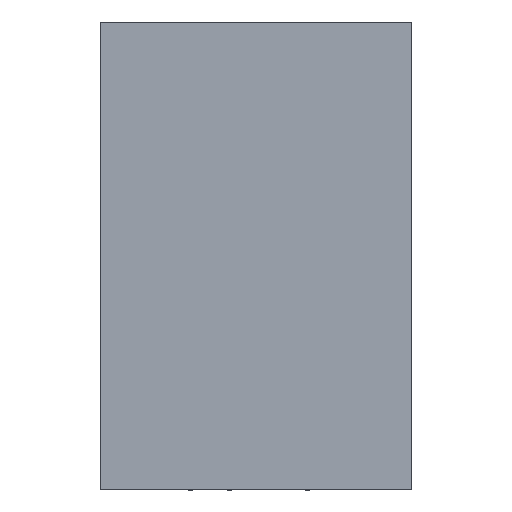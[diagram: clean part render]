
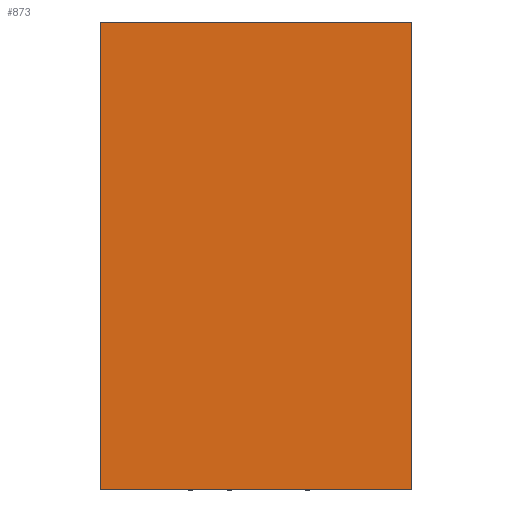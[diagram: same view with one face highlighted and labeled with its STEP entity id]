
A CAD part, top view. The second image highlights one B-rep face of the part: STEP entity #873.
In plain terms, the highlighted face is planar.
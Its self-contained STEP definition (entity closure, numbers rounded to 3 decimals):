
#873 = ADVANCED_FACE ( 'NONE', ( #19059 ), #10329, .T. ) ;
#1699 = VERTEX_POINT ( 'NONE', #25669 ) ;
#1972 = CARTESIAN_POINT ( 'NONE',  ( 2., 0.775, 0. ) ) ;
#2397 = VECTOR ( 'NONE', #10982, 1000. ) ;
#2543 = LINE ( 'NONE', #11717, #14470 ) ;
#4603 = ORIENTED_EDGE ( 'NONE', *, *, #18466, .T. ) ;
#5220 = VECTOR ( 'NONE', #11557, 1000. ) ;
#5762 = AXIS2_PLACEMENT_3D ( 'NONE', #8949, #8840, #8742 ) ;
#6179 = VERTEX_POINT ( 'NONE', #7203 ) ;
#7203 = CARTESIAN_POINT ( 'NONE',  ( -2., 0.775, -3. ) ) ;
#7574 = ORIENTED_EDGE ( 'NONE', *, *, #27623, .T. ) ;
#8574 = CARTESIAN_POINT ( 'NONE',  ( 0., 0.775, -3. ) ) ;
#8742 = DIRECTION ( 'NONE',  ( 0., 0., 1. ) ) ;
#8840 = DIRECTION ( 'NONE',  ( 0., 1., 0. ) ) ;
#8949 = CARTESIAN_POINT ( 'NONE',  ( 0., 0.775, 0. ) ) ;
#9799 = ORIENTED_EDGE ( 'NONE', *, *, #26282, .T. ) ;
#10232 = CARTESIAN_POINT ( 'NONE',  ( 2., 0.775, 3. ) ) ;
#10329 = PLANE ( 'NONE',  #5762 ) ;
#10982 = DIRECTION ( 'NONE',  ( -1., 0., 0. ) ) ;
#11546 = ORIENTED_EDGE ( 'NONE', *, *, #21590, .T. ) ;
#11557 = DIRECTION ( 'NONE',  ( 0., 0., -1. ) ) ;
#11717 = CARTESIAN_POINT ( 'NONE',  ( -2., 0.775, 0. ) ) ;
#11853 = VECTOR ( 'NONE', #18201, 1000. ) ;
#12609 = LINE ( 'NONE', #15801, #11853 ) ;
#14109 = DIRECTION ( 'NONE',  ( 0., 0., 1. ) ) ;
#14470 = VECTOR ( 'NONE', #14109, 1000. ) ;
#15801 = CARTESIAN_POINT ( 'NONE',  ( 0., 0.775, 3. ) ) ;
#18201 = DIRECTION ( 'NONE',  ( 1., 0., 0. ) ) ;
#18466 = EDGE_CURVE ( 'NONE', #21949, #1699, #27587, .T. ) ;
#19059 = FACE_OUTER_BOUND ( 'NONE', #25927, .T. ) ;
#21590 = EDGE_CURVE ( 'NONE', #1699, #6179, #27069, .T. ) ;
#21949 = VERTEX_POINT ( 'NONE', #10232 ) ;
#25669 = CARTESIAN_POINT ( 'NONE',  ( 2., 0.775, -3. ) ) ;
#25927 = EDGE_LOOP ( 'NONE', ( #11546, #7574, #9799, #4603 ) ) ;
#26282 = EDGE_CURVE ( 'NONE', #26449, #21949, #12609, .T. ) ;
#26449 = VERTEX_POINT ( 'NONE', #27761 ) ;
#27069 = LINE ( 'NONE', #8574, #2397 ) ;
#27587 = LINE ( 'NONE', #1972, #5220 ) ;
#27623 = EDGE_CURVE ( 'NONE', #6179, #26449, #2543, .T. ) ;
#27761 = CARTESIAN_POINT ( 'NONE',  ( -2., 0.775, 3. ) ) ;
